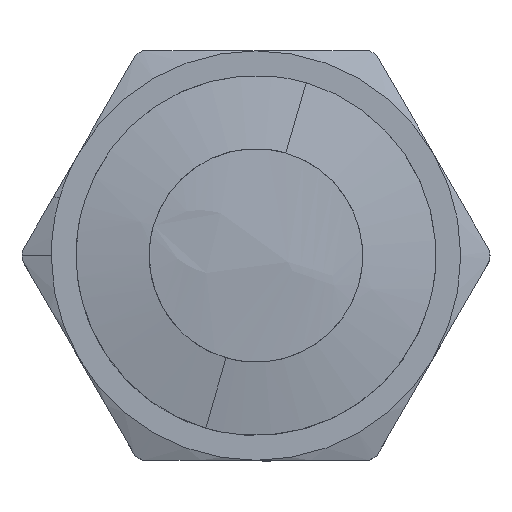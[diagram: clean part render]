
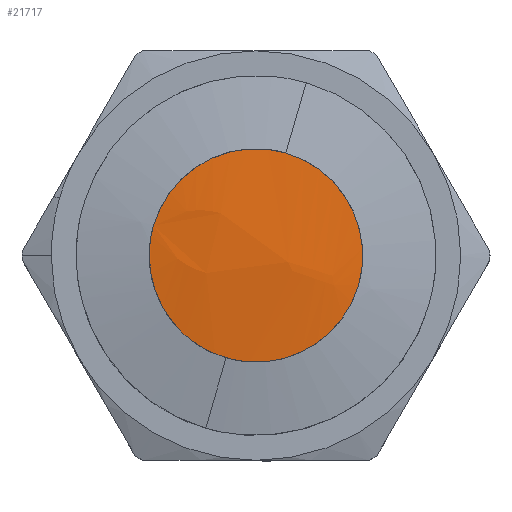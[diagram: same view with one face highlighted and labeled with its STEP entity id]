
A CAD part, top view. The second image highlights one B-rep face of the part: STEP entity #21717.
In plain terms, the highlighted free-form (B-spline) face has degree [3, 3] with [4, 7] control points.
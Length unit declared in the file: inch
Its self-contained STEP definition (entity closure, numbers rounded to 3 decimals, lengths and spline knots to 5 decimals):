
#747 = CARTESIAN_POINT ( 'NONE',  ( -0.16691, -0.05298, 0.30885 ) ) ;
#2294 = CARTESIAN_POINT ( 'NONE',  ( -0.1437, 0., 0.30908 ) ) ;
#3211 = CARTESIAN_POINT ( 'NONE',  ( 0.17716, -0.25392, 0.34898 ) ) ;
#3393 = CARTESIAN_POINT ( 'NONE',  ( -0.45283, 0.33427, 0.24212 ) ) ;
#3583 = CARTESIAN_POINT ( 'NONE',  ( -0.19218, -0.14627, 0.29555 ) ) ;
#6043 = CARTESIAN_POINT ( 'NONE',  ( -0.21494, -0.23741, 0.26922 ) ) ;
#6231 = CARTESIAN_POINT ( 'NONE',  ( -0.1396, 0.04068, 0.30885 ) ) ;
#6414 = CARTESIAN_POINT ( 'NONE',  ( 0.28584, 0.11897, 0.34898 ) ) ;
#6680 = DIRECTION ( 'NONE',  ( -1., 0., 0. ) ) ;
#9082 = CARTESIAN_POINT ( 'NONE',  ( -0.11231, 0.13436, 0.30885 ) ) ;
#9461 = CARTESIAN_POINT ( 'NONE',  ( -0.60158, 0.4754, 0.18996 ) ) ;
#10096 = CIRCLE ( 'NONE', #30631, 0.1437 ) ;
#10136 = AXIS2_PLACEMENT_3D ( 'NONE', #29790, #21282, #6680 ) ;
#11004 = FACE_OUTER_BOUND ( 'NONE', #18565, .T. ) ;
#11939 = CARTESIAN_POINT ( 'NONE',  ( -0.7628, -0.07772, 0.18996 ) ) ;
#12120 = CARTESIAN_POINT ( 'NONE',  ( -0.13961, 0.04069, 0.30885 ) ) ;
#12316 = CARTESIAN_POINT ( 'NONE',  ( 0.49415, 0.15603, 0.34848 ) ) ;
#12453 = CARTESIAN_POINT ( 'NONE',  ( 0.13796, -0.04021, 0.30908 ) ) ;
#12494 = CARTESIAN_POINT ( 'NONE',  ( 0.07325, 0.08028, 0.33569 ) ) ;
#13554 = DIRECTION ( 'NONE',  ( -1., 0., 0. ) ) ;
#14775 = CARTESIAN_POINT ( 'NONE',  ( 0.33293, -0.3971, 0.34848 ) ) ;
#14960 = CARTESIAN_POINT ( 'NONE',  ( -0.35247, 0.00111, 0.282 ) ) ;
#15393 = EDGE_CURVE ( 'NONE', #20906, #29782, #17411, .T. ) ;
#17411 = CIRCLE ( 'NONE', #10136, 0.1437 ) ;
#17608 = CARTESIAN_POINT ( 'NONE',  ( -0.19218, -0.14627, 0.29555 ) ) ;
#17666 = ORIENTED_EDGE ( 'NONE', *, *, #22671, .T. ) ;
#18199 = ORIENTED_EDGE ( 'NONE', *, *, #28763, .T. ) ;
#18244 =( BOUNDED_SURFACE ( )  B_SPLINE_SURFACE ( 3, 3, ( 
 ( #35597, #6231, #29334, #35031, #29524, #23865, #12120 ),
 ( #29150, #31993, #12494, #9082, #20835, #14960, #747 ),
 ( #17608, #3211, #6414, #23489, #3393, #35412, #3583 ),
 ( #6043, #14775, #12316, #26310, #9461, #11939, #34847 ) ),
 .UNSPECIFIED., .F., .T., .F. ) 
 B_SPLINE_SURFACE_WITH_KNOTS ( ( 4, 4 ),
 ( 4, 3, 4 ),
 ( 0., 1. ),
 ( 0., 0.5, 1. ),
 .UNSPECIFIED. ) 
 GEOMETRIC_REPRESENTATION_ITEM ( )  RATIONAL_B_SPLINE_SURFACE ( (
 ( 1., 0.333, 0.333, 1., 0.333, 0.333, 1.),
 ( 0.994, 0.331, 0.331, 0.994, 0.331, 0.331, 0.994),
 ( 0.994, 0.331, 0.331, 0.994, 0.331, 0.331, 0.994),
 ( 1., 0.333, 0.333, 1., 0.333, 0.333, 1.) ) ) 
 REPRESENTATION_ITEM ( '' )  SURFACE ( )  );
#18414 = DIRECTION ( 'NONE',  ( -1., 0., 0. ) ) ;
#18565 = EDGE_LOOP ( 'NONE', ( #18199, #24529, #17666 ) ) ;
#19261 = CARTESIAN_POINT ( 'NONE',  ( 0., 0., 0.30908 ) ) ;
#20835 = CARTESIAN_POINT ( 'NONE',  ( -0.29786, 0.18845, 0.282 ) ) ;
#20906 = VERTEX_POINT ( 'NONE', #2294 ) ;
#21282 = DIRECTION ( 'NONE',  ( 0., 0., 1. ) ) ;
#21717 = ADVANCED_FACE ( 'NONE', ( #11004 ), #18244, .T. ) ;
#22671 = EDGE_CURVE ( 'NONE', #29782, #34103, #29124, .T. ) ;
#23084 = AXIS2_PLACEMENT_3D ( 'NONE', #19261, #28501, #13554 ) ;
#23489 = CARTESIAN_POINT ( 'NONE',  ( -0.08349, 0.22662, 0.29555 ) ) ;
#23865 = CARTESIAN_POINT ( 'NONE',  ( -0.13962, 0.04069, 0.30885 ) ) ;
#24529 = ORIENTED_EDGE ( 'NONE', *, *, #15393, .T. ) ;
#26310 = CARTESIAN_POINT ( 'NONE',  ( -0.05372, 0.31571, 0.26922 ) ) ;
#28501 = DIRECTION ( 'NONE',  ( 0., 0., 1. ) ) ;
#28763 = EDGE_CURVE ( 'NONE', #34103, #20906, #10096, .T. ) ;
#29124 = CIRCLE ( 'NONE', #23084, 0.1437 ) ;
#29150 = CARTESIAN_POINT ( 'NONE',  ( -0.16691, -0.05298, 0.30885 ) ) ;
#29334 = CARTESIAN_POINT ( 'NONE',  ( -0.1396, 0.04069, 0.30885 ) ) ;
#29524 = CARTESIAN_POINT ( 'NONE',  ( -0.13962, 0.0407, 0.30885 ) ) ;
#29782 = VERTEX_POINT ( 'NONE', #12453 ) ;
#29790 = CARTESIAN_POINT ( 'NONE',  ( 0., 0., 0.30908 ) ) ;
#30631 = AXIS2_PLACEMENT_3D ( 'NONE', #32230, #35075, #18414 ) ;
#31993 = CARTESIAN_POINT ( 'NONE',  ( 0.01864, -0.10706, 0.33569 ) ) ;
#32230 = CARTESIAN_POINT ( 'NONE',  ( 0., 0., 0.30908 ) ) ;
#34103 = VERTEX_POINT ( 'NONE', #35384 ) ;
#34847 = CARTESIAN_POINT ( 'NONE',  ( -0.21494, -0.23741, 0.26922 ) ) ;
#35031 = CARTESIAN_POINT ( 'NONE',  ( -0.13961, 0.0407, 0.30885 ) ) ;
#35075 = DIRECTION ( 'NONE',  ( 0., 0., 1. ) ) ;
#35384 = CARTESIAN_POINT ( 'NONE',  ( -0.13796, 0.04021, 0.30908 ) ) ;
#35412 = CARTESIAN_POINT ( 'NONE',  ( -0.56152, -0.03861, 0.24212 ) ) ;
#35597 = CARTESIAN_POINT ( 'NONE',  ( -0.13961, 0.04069, 0.30885 ) ) ;
